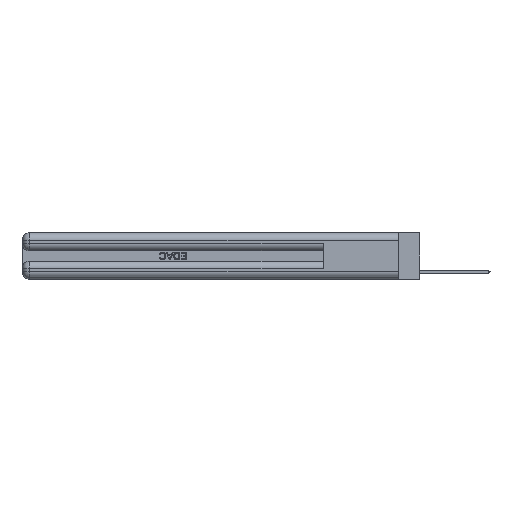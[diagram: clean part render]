
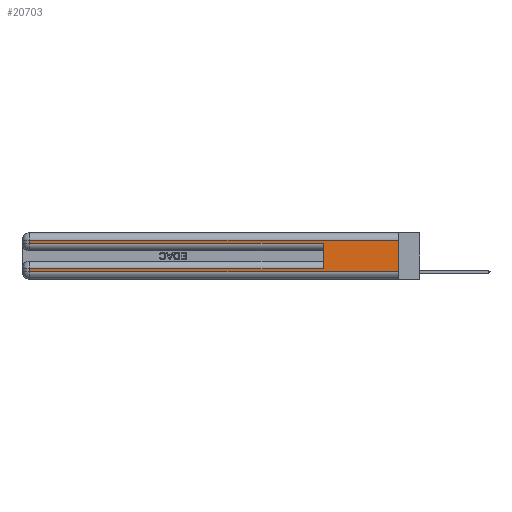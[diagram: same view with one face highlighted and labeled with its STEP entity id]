
A CAD part, left-side view. The second image highlights one B-rep face of the part: STEP entity #20703.
In plain terms, the highlighted planar face has unit normal (-1, 0, 0).
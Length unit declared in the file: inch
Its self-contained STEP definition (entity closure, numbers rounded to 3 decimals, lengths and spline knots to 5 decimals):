
#561 = CARTESIAN_POINT ( 'NONE',  ( 0., 0., 0.37 ) ) ;
#1730 = CARTESIAN_POINT ( 'NONE',  ( 0., 0., 0.06 ) ) ;
#1863 = CARTESIAN_POINT ( 'NONE',  ( 0., 0., 0.085 ) ) ;
#2205 = DIRECTION ( 'NONE',  ( 0., 0., 1. ) ) ;
#2212 = VECTOR ( 'NONE', #15474, 39.37008 ) ;
#3161 = AXIS2_PLACEMENT_3D ( 'NONE', #30929, #11883, #27629 ) ;
#3863 = PLANE ( 'NONE',  #3161 ) ;
#4637 = LINE ( 'NONE', #7754, #24505 ) ;
#5249 = ORIENTED_EDGE ( 'NONE', *, *, #24953, .T. ) ;
#5329 = EDGE_CURVE ( 'NONE', #29568, #34085, #8537, .T. ) ;
#5559 = VECTOR ( 'NONE', #21472, 39.37008 ) ;
#5665 = VERTEX_POINT ( 'NONE', #16323 ) ;
#5819 = CARTESIAN_POINT ( 'NONE',  ( 0., 0., 0.31 ) ) ;
#6861 = CARTESIAN_POINT ( 'NONE',  ( 0., 0.6, 0.285 ) ) ;
#6989 = FACE_OUTER_BOUND ( 'NONE', #22489, .T. ) ;
#7448 = CARTESIAN_POINT ( 'NONE',  ( 0., 2.94, 0.37 ) ) ;
#7754 = CARTESIAN_POINT ( 'NONE',  ( 0., 0.6, 0.145 ) ) ;
#8230 = VECTOR ( 'NONE', #23058, 39.37008 ) ;
#8537 = LINE ( 'NONE', #561, #29604 ) ;
#10077 = LINE ( 'NONE', #7448, #2212 ) ;
#10351 = DIRECTION ( 'NONE',  ( 0., 0., -1. ) ) ;
#10383 = DIRECTION ( 'NONE',  ( 0., 1., 0. ) ) ;
#11338 = DIRECTION ( 'NONE',  ( 0., 0., -1. ) ) ;
#11768 = CARTESIAN_POINT ( 'NONE',  ( 0., 0., 0.06 ) ) ;
#11883 = DIRECTION ( 'NONE',  ( 1., 0., 0. ) ) ;
#12788 = ORIENTED_EDGE ( 'NONE', *, *, #17277, .T. ) ;
#13124 = CARTESIAN_POINT ( 'NONE',  ( 0., 2.94, 0.37 ) ) ;
#14396 = CARTESIAN_POINT ( 'NONE',  ( 0., 0., 0.285 ) ) ;
#15368 = EDGE_CURVE ( 'NONE', #21682, #17248, #25820, .T. ) ;
#15434 = CARTESIAN_POINT ( 'NONE',  ( 0., 0., 0.31 ) ) ;
#15474 = DIRECTION ( 'NONE',  ( 0., 0., -1. ) ) ;
#16323 = CARTESIAN_POINT ( 'NONE',  ( 0., 2.94, 0.285 ) ) ;
#16803 = VECTOR ( 'NONE', #22198, 39.37008 ) ;
#16948 = VERTEX_POINT ( 'NONE', #29779 ) ;
#17248 = VERTEX_POINT ( 'NONE', #34253 ) ;
#17277 = EDGE_CURVE ( 'NONE', #25724, #5665, #29391, .T. ) ;
#17853 = LINE ( 'NONE', #15434, #23475 ) ;
#20293 = VERTEX_POINT ( 'NONE', #6861 ) ;
#20703 = ADVANCED_FACE ( 'NONE', ( #6989 ), #3863, .F. ) ;
#21472 = DIRECTION ( 'NONE',  ( 0., -1., 0. ) ) ;
#21682 = VERTEX_POINT ( 'NONE', #33299 ) ;
#21868 = ORIENTED_EDGE ( 'NONE', *, *, #24992, .T. ) ;
#22198 = DIRECTION ( 'NONE',  ( 0., -1., 0. ) ) ;
#22489 = EDGE_LOOP ( 'NONE', ( #27380, #29932, #12788, #27255, #22566, #30140, #5249, #21868 ) ) ;
#22566 = ORIENTED_EDGE ( 'NONE', *, *, #29106, .F. ) ;
#23058 = DIRECTION ( 'NONE',  ( 0., 1., 0. ) ) ;
#23475 = VECTOR ( 'NONE', #10383, 39.37008 ) ;
#24505 = VECTOR ( 'NONE', #2205, 39.37008 ) ;
#24953 = EDGE_CURVE ( 'NONE', #17248, #16948, #10077, .T. ) ;
#24992 = EDGE_CURVE ( 'NONE', #16948, #34085, #33808, .T. ) ;
#25724 = VERTEX_POINT ( 'NONE', #32255 ) ;
#25820 = LINE ( 'NONE', #1863, #8230 ) ;
#26078 = VECTOR ( 'NONE', #10351, 39.37008 ) ;
#27188 = LINE ( 'NONE', #14396, #16803 ) ;
#27255 = ORIENTED_EDGE ( 'NONE', *, *, #32052, .T. ) ;
#27380 = ORIENTED_EDGE ( 'NONE', *, *, #5329, .F. ) ;
#27629 = DIRECTION ( 'NONE',  ( 0., 0., -1. ) ) ;
#29106 = EDGE_CURVE ( 'NONE', #21682, #20293, #4637, .T. ) ;
#29391 = LINE ( 'NONE', #13124, #26078 ) ;
#29568 = VERTEX_POINT ( 'NONE', #5819 ) ;
#29604 = VECTOR ( 'NONE', #11338, 39.37008 ) ;
#29779 = CARTESIAN_POINT ( 'NONE',  ( 0., 2.94, 0.06 ) ) ;
#29932 = ORIENTED_EDGE ( 'NONE', *, *, #32158, .T. ) ;
#30140 = ORIENTED_EDGE ( 'NONE', *, *, #15368, .T. ) ;
#30929 = CARTESIAN_POINT ( 'NONE',  ( 0., 0., 0.37 ) ) ;
#32052 = EDGE_CURVE ( 'NONE', #5665, #20293, #27188, .T. ) ;
#32158 = EDGE_CURVE ( 'NONE', #29568, #25724, #17853, .T. ) ;
#32255 = CARTESIAN_POINT ( 'NONE',  ( 0., 2.94, 0.31 ) ) ;
#33299 = CARTESIAN_POINT ( 'NONE',  ( 0., 0.6, 0.085 ) ) ;
#33808 = LINE ( 'NONE', #1730, #5559 ) ;
#34085 = VERTEX_POINT ( 'NONE', #11768 ) ;
#34253 = CARTESIAN_POINT ( 'NONE',  ( 0., 2.94, 0.085 ) ) ;
